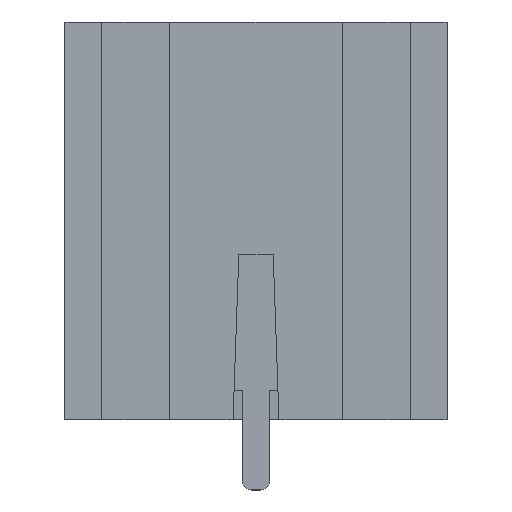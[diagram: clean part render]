
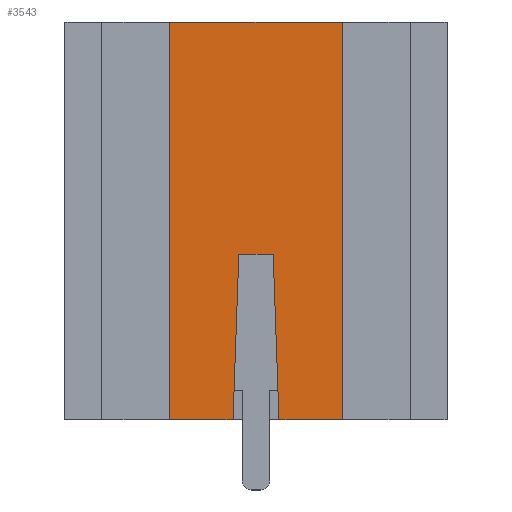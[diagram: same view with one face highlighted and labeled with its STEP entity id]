
A CAD part, left-side view. The second image highlights one B-rep face of the part: STEP entity #3543.
In plain terms, the highlighted planar face has unit normal (-1, 0, 0).
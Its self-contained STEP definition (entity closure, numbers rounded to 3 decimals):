
#116=PLANE('',#3811);
#272=FACE_OUTER_BOUND('',#473,.T.);
#473=EDGE_LOOP('',(#2747,#2748,#2749,#2750,#2751,#2752,#2753,#2754));
#643=LINE('',#5145,#1041);
#720=LINE('',#5380,#1118);
#809=LINE('',#5552,#1207);
#811=LINE('',#5556,#1209);
#812=LINE('',#5558,#1210);
#813=LINE('',#5559,#1211);
#814=LINE('',#5561,#1212);
#815=LINE('',#5562,#1213);
#1041=VECTOR('',#4093,1000.);
#1118=VECTOR('',#4246,1000.);
#1207=VECTOR('',#4397,1000.);
#1209=VECTOR('',#4401,1000.);
#1210=VECTOR('',#4402,1000.);
#1211=VECTOR('',#4403,1000.);
#1212=VECTOR('',#4404,1000.);
#1213=VECTOR('',#4405,1000.);
#1553=VERTEX_POINT('',#5142);
#1554=VERTEX_POINT('',#5144);
#1630=VERTEX_POINT('',#5354);
#1642=VERTEX_POINT('',#5378);
#1694=VERTEX_POINT('',#5551);
#1695=VERTEX_POINT('',#5555);
#1696=VERTEX_POINT('',#5557);
#1697=VERTEX_POINT('',#5560);
#1894=EDGE_CURVE('',#1553,#1554,#643,.T.);
#1997=EDGE_CURVE('',#1642,#1630,#720,.T.);
#2088=EDGE_CURVE('',#1694,#1554,#809,.T.);
#2090=EDGE_CURVE('',#1695,#1553,#811,.T.);
#2091=EDGE_CURVE('',#1695,#1696,#812,.T.);
#2092=EDGE_CURVE('',#1630,#1696,#813,.T.);
#2093=EDGE_CURVE('',#1697,#1642,#814,.T.);
#2094=EDGE_CURVE('',#1697,#1694,#815,.T.);
#2747=ORIENTED_EDGE('',*,*,#2090,.F.);
#2748=ORIENTED_EDGE('',*,*,#2091,.T.);
#2749=ORIENTED_EDGE('',*,*,#2092,.F.);
#2750=ORIENTED_EDGE('',*,*,#1997,.F.);
#2751=ORIENTED_EDGE('',*,*,#2093,.F.);
#2752=ORIENTED_EDGE('',*,*,#2094,.T.);
#2753=ORIENTED_EDGE('',*,*,#2088,.T.);
#2754=ORIENTED_EDGE('',*,*,#1894,.F.);
#3543=ADVANCED_FACE('',(#272),#116,.T.);
#3811=AXIS2_PLACEMENT_3D('',#5554,#4399,#4400);
#4093=DIRECTION('',(0.,0.,-1.));
#4246=DIRECTION('',(0.,0.,-1.));
#4397=DIRECTION('',(0.,-1.,0.));
#4399=DIRECTION('center_axis',(-1.,0.,0.));
#4400=DIRECTION('ref_axis',(0.,-1.,0.));
#4401=DIRECTION('',(0.,-0.999,-0.035));
#4402=DIRECTION('',(0.,0.,1.));
#4403=DIRECTION('',(0.,0.999,-0.035));
#4404=DIRECTION('',(0.,-1.,0.));
#4405=DIRECTION('',(0.,0.,-1.));
#5142=CARTESIAN_POINT('',(-38.825,0.,-1.25));
#5144=CARTESIAN_POINT('',(-38.825,0.,-4.7));
#5145=CARTESIAN_POINT('',(-38.825,0.,4.7));
#5354=CARTESIAN_POINT('',(-38.825,0.,1.25));
#5378=CARTESIAN_POINT('',(-38.825,0.,4.7));
#5380=CARTESIAN_POINT('',(-38.825,0.,4.7));
#5551=CARTESIAN_POINT('',(-38.825,21.65,-4.7));
#5552=CARTESIAN_POINT('',(-38.825,21.65,-4.7));
#5554=CARTESIAN_POINT('Origin',(-38.825,21.65,4.7));
#5555=CARTESIAN_POINT('',(-38.825,9.,-0.936));
#5556=CARTESIAN_POINT('',(-38.825,21.831,-0.488));
#5557=CARTESIAN_POINT('',(-38.825,9.,0.936));
#5558=CARTESIAN_POINT('',(-38.825,9.,4.7));
#5559=CARTESIAN_POINT('',(-38.825,21.503,0.499));
#5560=CARTESIAN_POINT('',(-38.825,21.65,4.7));
#5561=CARTESIAN_POINT('',(-38.825,21.65,4.7));
#5562=CARTESIAN_POINT('',(-38.825,21.65,4.7));
